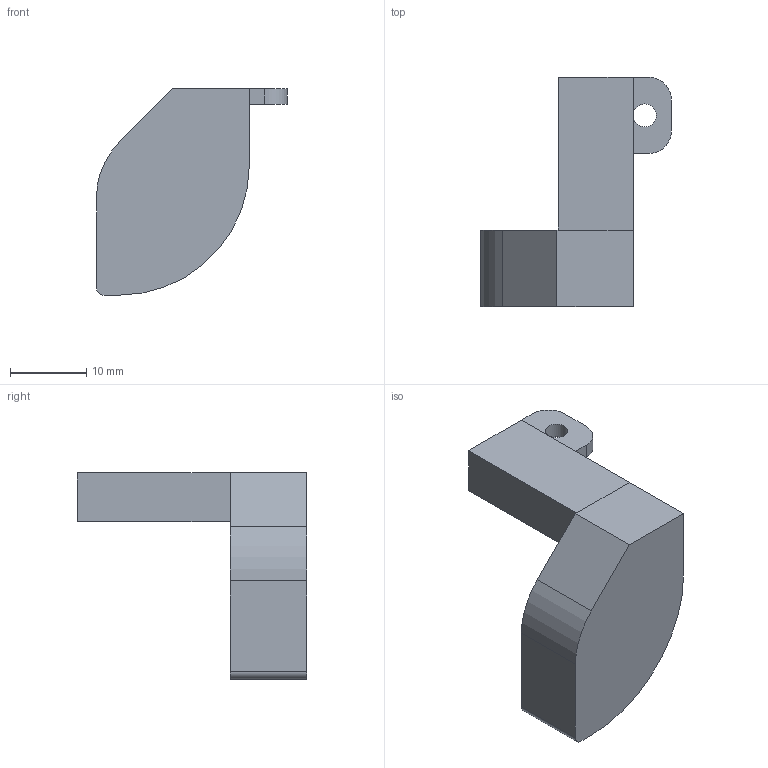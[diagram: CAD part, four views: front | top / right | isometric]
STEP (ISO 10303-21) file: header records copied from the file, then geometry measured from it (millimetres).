
FILE_DESCRIPTION(('FreeCAD Model'),'2;1');
FILE_NAME('pen un down lever.step', '2017-10-18T17:51:03',('Author'),(''), 'Open CASCADE STEP processor 6.8','FreeCAD','Unknown');
FILE_SCHEMA(('AUTOMOTIVE_DESIGN_CC2 { 1 2 10303 214 -1 1 5 4 }'));
Length unit declared in the file: millimetre
Products named in the file (2): ASSEMBLY; Fillet021027
Assembly tree (1 placements, depth 2):
  ASSEMBLY
    Fillet021027
Bounding box: 25 x 30 x 27 mm (x, y, z)
Volume: 5398.7 mm3; surface area: 2653.3 mm2
Topology: 1 solids, 1 shells, 32 faces, 79 edges, 48 vertices
Faces by surface type: plane 26, cylinder 6
Full cylindrical faces by diameter (mm): 3 x1
Entity records: 2012 total; most frequent: CARTESIAN_POINT 349, DIRECTION 312, LINE 213, VECTOR 213, ORIENTED_EDGE 158, PCURVE 158, DEFINITIONAL_REPRESENTATION 158, EDGE_CURVE 79
